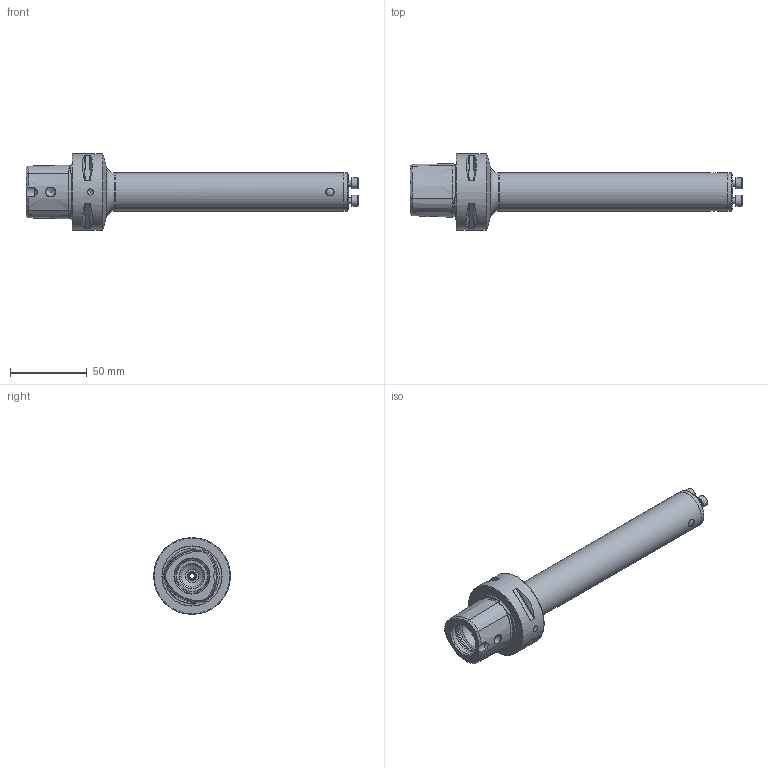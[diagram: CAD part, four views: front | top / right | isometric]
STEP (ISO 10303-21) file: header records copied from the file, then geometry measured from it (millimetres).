
FILE_DESCRIPTION (( 'STEP AP214' ), '1' );
FILE_NAME ('PS5.WK3.WD2.215.STEP', '2022-06-14T07:09:23', ( '' ), ( '' ), 'SwSTEP 2.0', 'SolidWorks 2017', '' );
FILE_SCHEMA (( 'AUTOMOTIVE_DESIGN' ));
Length unit declared in the file: millimetre
Products named in the file (12): DIN 6325_ø5x10-m6_2x6; WD2-ER1.020.072_A; DIN 3771 - 6x1; PS5.WK3.WD2.215; WD2-ER1.021.019_A; DIN 3771 - 10x4; WD2-BG1.021.085; WD2-ER1.008.067_A; DIN 3771 - 17x2; ISO 4762 - M4 x 12; PS5-WD2.085.177_A_mit Stiftbohrung; WD2-WK3.025.003_A
Assembly tree (17 placements, depth 3):
  PS5.WK3.WD2.215
    PS5-WD2.085.177_A_mit Stiftbohrung
    DIN 3771 - 6x1
    WD2-BG1.021.085
      WD2-ER1.008.067_A
      WD2-ER1.021.019_A  x2
      DIN 3771 - 10x4  x2
      DIN 3771 - 17x2  x2
      WD2-ER1.020.072_A
    WD2-WK3.025.003_A
    ISO 4762 - M4 x 12  x3
    DIN 6325_ø5x10-m6_2x6  x2
Bounding box: 216.3 x 50 x 50 mm (x, y, z)
Volume: 125731.4 mm3; surface area: 53004.1 mm2
Topology: 16 solids, 16 shells, 491 faces, 1197 edges, 749 vertices
Faces by surface type: plane 236, cylinder 110, cone 97, torus 44, sphere 4
Full cylindrical faces by diameter (mm): 3.3 x5, 4 x4, 5 x6, 5.5 x2, 6 x4, 6.1 x2, 6.5 x4, 6.8 x1, 7 x3, 7.4 x1, 8 x1, 8.5 x1, 9 x1, 10 x2, 11 x2, 14.5 x1, 17.8 x2, 18 x2, 20 x1, 20.7 x1, 21 x7, 21.2 x2, 24 x1, 25 x2, 50 x1
Entity records: 13899 total; most frequent: CARTESIAN_POINT 4503, ORIENTED_EDGE 1756, DIRECTION 1698, EDGE_CURVE 878, AXIS2_PLACEMENT_3D 721, VERTEX_POINT 628, EDGE_LOOP 574, FACE_OUTER_BOUND 478
